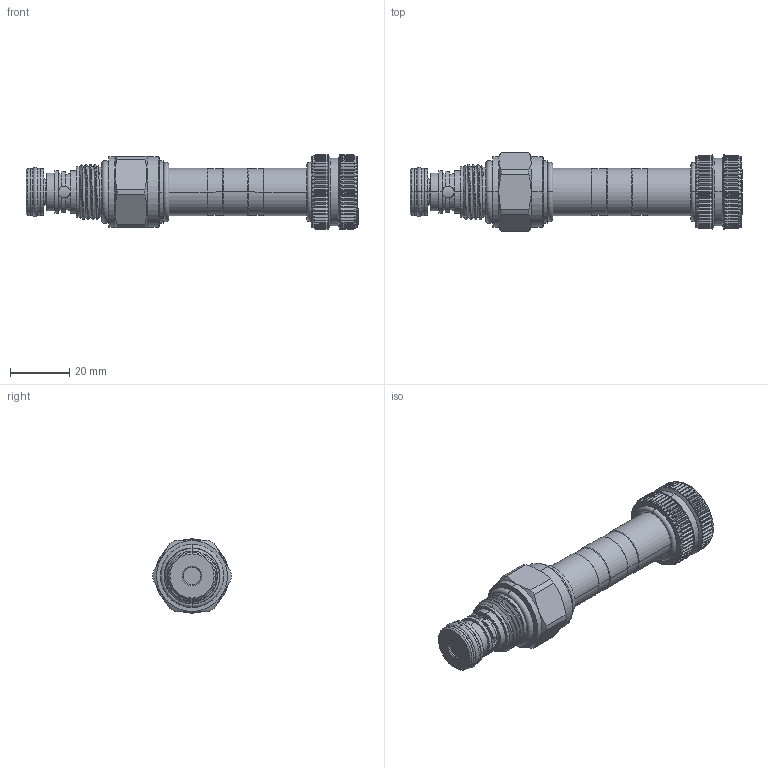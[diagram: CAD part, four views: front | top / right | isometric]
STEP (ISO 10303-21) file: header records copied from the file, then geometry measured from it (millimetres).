
FILE_DESCRIPTION (( 'STEP AP203' ), '1' );
FILE_NAME ('EP19E2C52--N04.STEP', '2024-03-18T07:55:31', ( '' ), ( '' ), 'SwSTEP 2.0', 'SolidWorks 2018', '' );
FILE_SCHEMA (( 'CONFIG_CONTROL_DESIGN' ));
Length unit declared in the file: millimetre
Products named in the file (1): EP19E2C52--N04
Bounding box: 112.05 x 26.66 x 25 mm (x, y, z)
Volume: 31256.7 mm3; surface area: 9798.7 mm2
Topology: 1 solids, 1 shells, 1018 faces, 2691 edges, 1704 vertices
Faces by surface type: plane 433, cylinder 416, cone 142, torus 14, bspline 13
Entity records: 38009 total; most frequent: CARTESIAN_POINT 13652, ORIENTED_EDGE 5382, DIRECTION 4777, EDGE_CURVE 2691, AXIS2_PLACEMENT_3D 1847, VERTEX_POINT 1704, VECTOR 1083, LINE 1083
